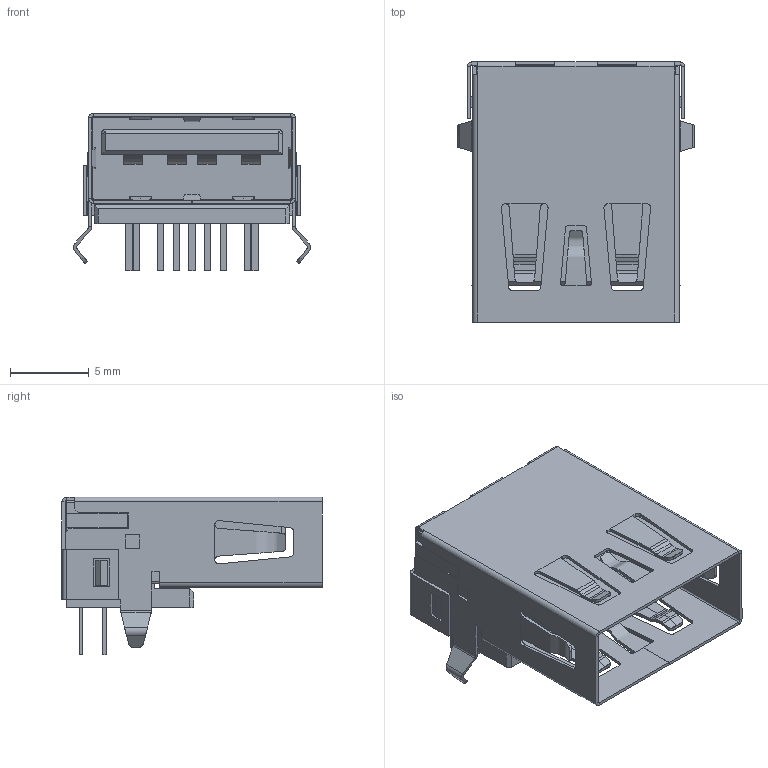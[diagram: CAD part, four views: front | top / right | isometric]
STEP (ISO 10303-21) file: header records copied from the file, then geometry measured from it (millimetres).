
FILE_DESCRIPTION (( 'STEP AP214' ), '1' );
FILE_NAME ('USB-TH_XUNPU_USB-301WD-ARW.STEP', '2022-08-28T12:42:18', ( '' ), ( '' ), 'SwSTEP 2.0', 'SolidWorks 2018', '' );
FILE_SCHEMA (( 'AUTOMOTIVE_DESIGN' ));
Length unit declared in the file: millimetre
Products named in the file (1): USB-TH_XUNPU_USB-301WD-ARW
Bounding box: 15.02 x 16.5 x 10 mm (x, y, z)
Volume: 805.7 mm3; surface area: 2040.1 mm2
Topology: 2 solids, 2 shells, 756 faces, 1953 edges, 1226 vertices
Faces by surface type: plane 398, bspline 250, cylinder 106, cone 2
Entity records: 42609 total; most frequent: CARTESIAN_POINT 17544, ORIENTED_EDGE 3902, DIRECTION 2645, EDGE_CURVE 1951, VECTOR 1351, LINE 1351, VERTEX_POINT 1226, EDGE_LOOP 815
